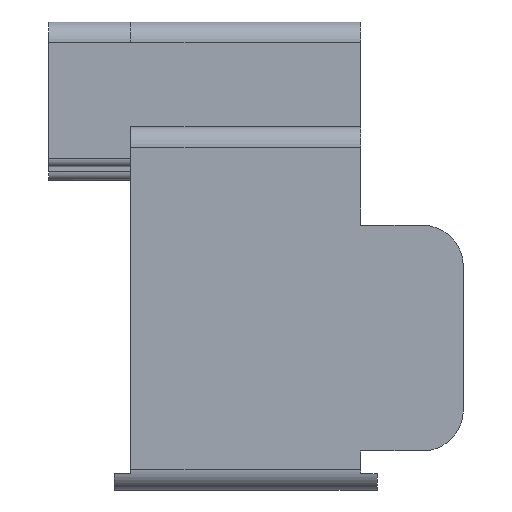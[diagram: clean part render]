
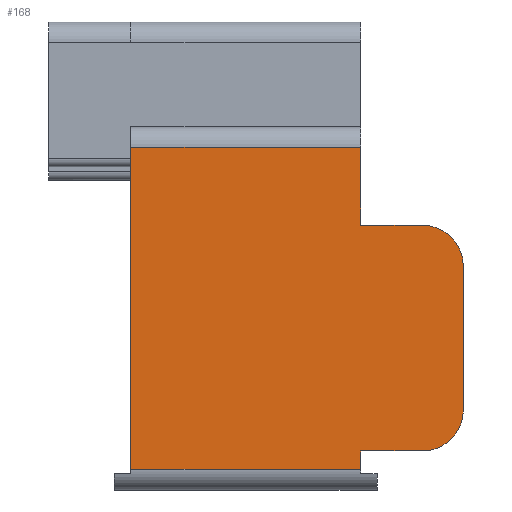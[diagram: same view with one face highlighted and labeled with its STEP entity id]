
A CAD part, front view. The second image highlights one B-rep face of the part: STEP entity #168.
In plain terms, the highlighted planar face has unit normal (0, -1, 0).
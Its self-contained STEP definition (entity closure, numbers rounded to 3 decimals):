
#101=CIRCLE('',#1660,10.);
#102=CIRCLE('',#1661,10.);
#168=ADVANCED_FACE('',(#299),#243,.T.);
#243=PLANE('',#1662);
#299=FACE_OUTER_BOUND('',#377,.T.);
#377=EDGE_LOOP('',(#608,#609,#610,#611,#612,#613,#614,#615,#616,#617));
#608=ORIENTED_EDGE('',*,*,#1167,.F.);
#609=ORIENTED_EDGE('',*,*,#1168,.T.);
#610=ORIENTED_EDGE('',*,*,#1169,.T.);
#611=ORIENTED_EDGE('',*,*,#1087,.F.);
#612=ORIENTED_EDGE('',*,*,#1170,.T.);
#613=ORIENTED_EDGE('',*,*,#1067,.T.);
#614=ORIENTED_EDGE('',*,*,#1171,.T.);
#615=ORIENTED_EDGE('',*,*,#1132,.F.);
#616=ORIENTED_EDGE('',*,*,#1172,.F.);
#617=ORIENTED_EDGE('',*,*,#1173,.T.);
#912=VERTEX_POINT('',#2240);
#913=VERTEX_POINT('',#2242);
#929=VERTEX_POINT('',#2279);
#930=VERTEX_POINT('',#2281);
#967=VERTEX_POINT('',#2368);
#968=VERTEX_POINT('',#2370);
#990=VERTEX_POINT('',#2436);
#991=VERTEX_POINT('',#2437);
#992=VERTEX_POINT('',#2439);
#993=VERTEX_POINT('',#2444);
#1067=EDGE_CURVE('',#913,#912,#1282,.T.);
#1087=EDGE_CURVE('',#929,#930,#1296,.T.);
#1132=EDGE_CURVE('',#967,#968,#1332,.T.);
#1167=EDGE_CURVE('',#990,#991,#1357,.T.);
#1168=EDGE_CURVE('',#990,#992,#101,.T.);
#1169=EDGE_CURVE('',#992,#930,#1358,.T.);
#1170=EDGE_CURVE('',#929,#913,#1359,.T.);
#1171=EDGE_CURVE('',#912,#968,#1360,.T.);
#1172=EDGE_CURVE('',#993,#967,#1361,.T.);
#1173=EDGE_CURVE('',#993,#991,#102,.T.);
#1282=LINE('',#2241,#1452);
#1296=LINE('',#2280,#1466);
#1332=LINE('',#2369,#1502);
#1357=LINE('',#2435,#1527);
#1358=LINE('',#2440,#1528);
#1359=LINE('',#2441,#1529);
#1360=LINE('',#2442,#1530);
#1361=LINE('',#2443,#1531);
#1452=VECTOR('',#1795,1.);
#1466=VECTOR('',#1825,1.);
#1502=VECTOR('',#1891,1.);
#1527=VECTOR('',#1954,1.);
#1528=VECTOR('',#1957,1.);
#1529=VECTOR('',#1958,1.);
#1530=VECTOR('',#1959,1.);
#1531=VECTOR('',#1960,1.);
#1660=AXIS2_PLACEMENT_3D('',#2438,#1955,#1956);
#1661=AXIS2_PLACEMENT_3D('',#2445,#1961,#1962);
#1662=AXIS2_PLACEMENT_3D('',#2446,#1963,#1964);
#1795=DIRECTION('',(0.,0.,-1.));
#1825=DIRECTION('',(0.,0.,-1.));
#1891=DIRECTION('',(0.,0.,-1.));
#1954=DIRECTION('',(0.,0.,-1.));
#1955=DIRECTION('',(0.,-1.,0.));
#1956=DIRECTION('',(0.,0.,-1.));
#1957=DIRECTION('',(-1.,0.,0.));
#1958=DIRECTION('',(-1.,0.,0.));
#1959=DIRECTION('',(1.,0.,0.));
#1960=DIRECTION('',(-1.,0.,0.));
#1961=DIRECTION('',(0.,-1.,0.));
#1962=DIRECTION('',(0.,0.,-1.));
#1963=DIRECTION('',(0.,-1.,0.));
#1964=DIRECTION('',(0.,0.,-1.));
#2240=CARTESIAN_POINT('',(0.,-35.,-3.));
#2241=CARTESIAN_POINT('',(0.,-35.,80.5));
#2242=CARTESIAN_POINT('',(0.,-35.,75.5));
#2279=CARTESIAN_POINT('',(56.,-35.,75.5));
#2280=CARTESIAN_POINT('',(56.,-35.,80.5));
#2281=CARTESIAN_POINT('',(56.,-35.,56.5));
#2368=CARTESIAN_POINT('',(56.,-35.,1.5));
#2369=CARTESIAN_POINT('',(56.,-35.,80.5));
#2370=CARTESIAN_POINT('',(56.,-35.,-3.));
#2435=CARTESIAN_POINT('',(81.,-35.,56.5));
#2436=CARTESIAN_POINT('',(81.,-35.,46.5));
#2437=CARTESIAN_POINT('',(81.,-35.,11.5));
#2438=CARTESIAN_POINT('',(71.,-35.,46.5));
#2439=CARTESIAN_POINT('',(71.,-35.,56.5));
#2440=CARTESIAN_POINT('',(81.,-35.,56.5));
#2441=CARTESIAN_POINT('',(0.,-35.,75.5));
#2442=CARTESIAN_POINT('',(0.,-35.,-3.));
#2443=CARTESIAN_POINT('',(81.,-35.,1.5));
#2444=CARTESIAN_POINT('',(71.,-35.,1.5));
#2445=CARTESIAN_POINT('',(71.,-35.,11.5));
#2446=CARTESIAN_POINT('',(0.,-35.,80.5));
